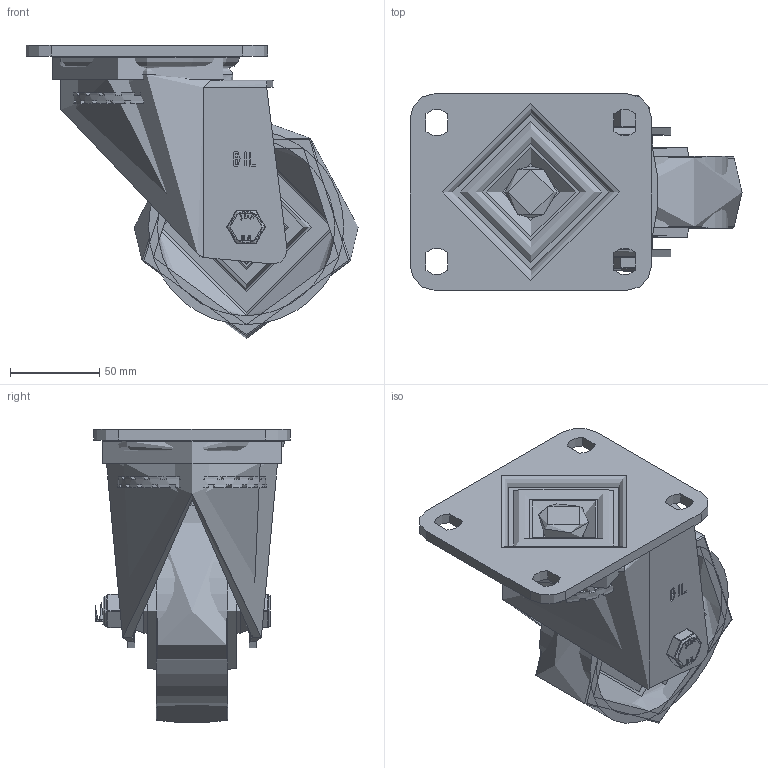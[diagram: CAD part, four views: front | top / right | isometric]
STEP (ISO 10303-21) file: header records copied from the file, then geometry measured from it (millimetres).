
FILE_DESCRIPTION(/* description */ (''),/* implementation_level */ '2;1');
FILE_NAME(/* name */ 'BZP125PTBJ.step',/* time_stamp */ '2025-06-23T16:04:41+01:00',/* author */ (''),/* organization */ (''),/* preprocessor_version */ 'ST-DEVELOPER v20.1',/* originating_system */ 'Autodesk Translation Framework v14.10.0.0',/* authorisation */ '');
FILE_SCHEMA (('AUTOMOTIVE_DESIGN { 1 0 10303 214 3 1 1 }'));
Length unit declared in the file: millimetre
Products named in the file (34): BZP125PTBJ; BZP125AS - 64 v1; ZINC PLATED, PRESSED STEEL TOP PLATE; ZINC PLATED, PRESSED STEEL TOP PLATE Geometry; NUT; ZINC PLATED, PRESSED STEEL FORKS; BEARING SEAL; BZH125WPTBJM20 v1; POLYURETHANE TYRE; CAST IRON RIM; BEARING6204; BALL BEARINGS; BEARING6204 (1); BALL BEARINGS (1); Component3; INNER; OUTER; MIDDLE; RUBBER; BEARING SPACER; TH20X2X12 v1; ZINC PLATED HEADED SPACER; TH20X2X12 v1 (1); ZINC PLATED HEADED SPACER (1); WM12X25X5 v1; ZINC PLATED WASHER; WM12X25X5 v1 (1); ZINC PLATED WASHER (1); HEXBOLTM12X90Z8.8 v2; GRADE 8.8 ZINC PLATED BOLT; NYLOCM12Z14MM v1; NYLOC NUT; NUT (1); RUBBER (1)
Assembly tree (52 placements, depth 5):
  BZP125PTBJ
    BZP125AS - 64 v1
      ZINC PLATED, PRESSED STEEL TOP PLATE
        ZINC PLATED, PRESSED STEEL TOP PLATE Geometry
        NUT
      ZINC PLATED, PRESSED STEEL FORKS
      BEARING SEAL
    BZH125WPTBJM20 v1
      POLYURETHANE TYRE
      CAST IRON RIM
      BEARING6204
        INNER
        OUTER
        BALL BEARINGS
          Component3  x8
        MIDDLE
        RUBBER
      BEARING6204 (1)
        BALL BEARINGS (1)
          Component3  x8
        INNER
        OUTER
        MIDDLE
        RUBBER
      BEARING SPACER
    TH20X2X12 v1
      ZINC PLATED HEADED SPACER
    TH20X2X12 v1 (1)
      ZINC PLATED HEADED SPACER (1)
    WM12X25X5 v1
      ZINC PLATED WASHER
    WM12X25X5 v1 (1)
      ZINC PLATED WASHER (1)
    HEXBOLTM12X90Z8.8 v2
      GRADE 8.8 ZINC PLATED BOLT
    NYLOCM12Z14MM v1
      NYLOC NUT
        NUT (1)
        RUBBER (1)
Bounding box: 185.5 x 110 x 163.85 mm (x, y, z)
Volume: 630546 mm3; surface area: 258012.3 mm2
Topology: 40 solids, 40 shells, 1291 faces, 3332 edges, 2208 vertices
Faces by surface type: plane 615, bspline 336, cylinder 241, sphere 66, torus 28, cone 5
Full cylindrical faces by diameter (mm): 9.836 x16, 11.834 x16, 12 x3, 12.2 x2, 12.5 x2, 12.75 x2, 14 x2, 17.75 x1, 18.5 x1, 19 x2, 19.8 x2, 20 x3, 24 x1, 24.5 x2, 25 x2, 27 x2, 28.5 x8, 29 x2, 30 x1, 30.8 x4, 31.3 x4, 40 x1, 40.3 x4, 40.5 x4, 40.8 x4, 42 x10, 45 x1, 47 x4, 50 x1, 83 x1
Entity records: 38072 total; most frequent: CARTESIAN_POINT 15360, ORIENTED_EDGE 4726, DIRECTION 4139, EDGE_CURVE 2363, VERTEX_POINT 1570, AXIS2_PLACEMENT_3D 1495, LINE 1149, VECTOR 1149
